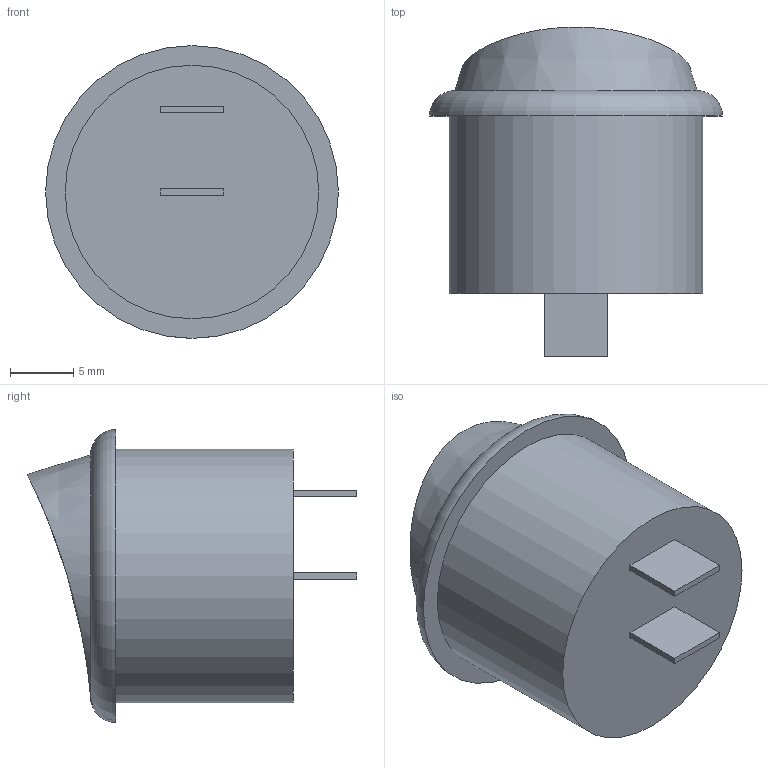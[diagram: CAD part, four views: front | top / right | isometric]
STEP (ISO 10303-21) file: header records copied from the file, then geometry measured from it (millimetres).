
FILE_DESCRIPTION(/* description */ (''),/* implementation_level */ '2;1');
FILE_NAME(/* name */ 'Global_Switch v1.step',/* time_stamp */ '2019-06-07T11:41:27+02:00',/* author */ (''),/* organization */ (''),/* preprocessor_version */ 'ST-DEVELOPER v18',/* originating_system */ 'Autodesk Translation Framework v8.2.0.1029',/* authorisation */ '');
FILE_SCHEMA (('AUTOMOTIVE_DESIGN { 1 0 10303 214 3 1 1 }'));
Length unit declared in the file: millimetre
Products named in the file (1): Global_Switch
Bounding box: 23.1 x 26 x 23.1 mm (x, y, z)
Volume: 5725.1 mm3; surface area: 2023.8 mm2
Topology: 1 solids, 1 shells, 35 faces, 80 edges, 53 vertices
Faces by surface type: plane 18, bspline 9, cylinder 6, torus 1, cone 1
Full cylindrical faces by diameter (mm): 20 x1
Entity records: 1620 total; most frequent: CARTESIAN_POINT 831, ORIENTED_EDGE 160, DIRECTION 126, EDGE_CURVE 80, VERTEX_POINT 53, LINE 46, VECTOR 46, EDGE_LOOP 41
